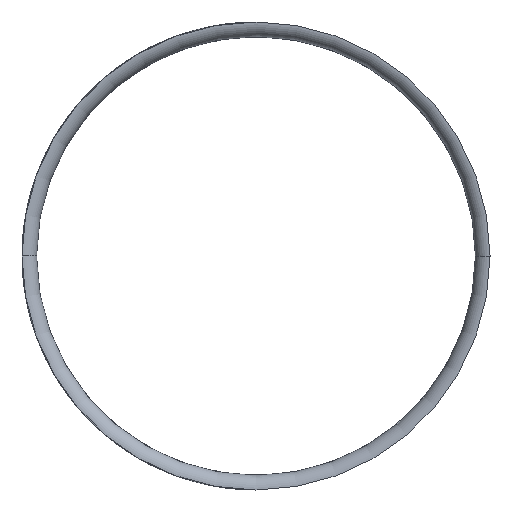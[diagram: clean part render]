
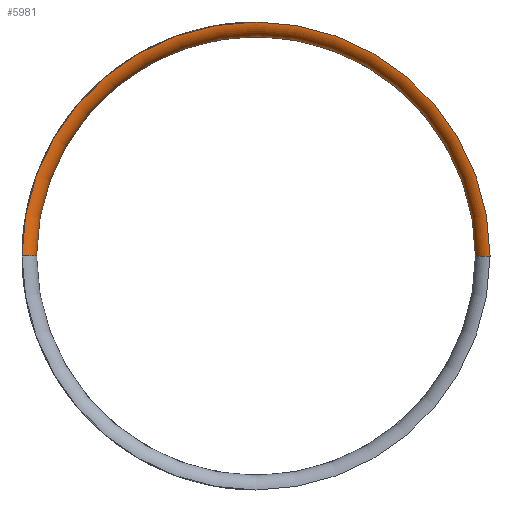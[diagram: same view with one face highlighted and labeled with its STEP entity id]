
A CAD part, front view. The second image highlights one B-rep face of the part: STEP entity #5981.
In plain terms, the highlighted toroidal (fillet/blend) face has major radius 8 mm and minor radius 0.5 mm.
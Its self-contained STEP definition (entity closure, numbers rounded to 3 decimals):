
#41 = ORIENTED_EDGE ( 'NONE', *, *, #13078, .F. ) ;
#91 = EDGE_CURVE ( 'NONE', #9669, #8105, #14062, .T. ) ;
#110 = ORIENTED_EDGE ( 'NONE', *, *, #8127, .T. ) ;
#118 = ORIENTED_EDGE ( 'NONE', *, *, #3807, .F. ) ;
#312 = ORIENTED_EDGE ( 'NONE', *, *, #830, .T. ) ;
#657 = AXIS2_PLACEMENT_3D ( 'NONE', #11349, #4196, #12555 ) ;
#830 = EDGE_CURVE ( 'NONE', #15102, #9669, #12208, .T. ) ;
#936 = CIRCLE ( 'NONE', #3689, 7.5 ) ;
#1396 = CARTESIAN_POINT ( 'NONE',  ( -3.75, 5.25, 6.495 ) ) ;
#1463 = DIRECTION ( 'NONE',  ( 0., -1., 0. ) ) ;
#1834 = CARTESIAN_POINT ( 'NONE',  ( 0., 5.25, 7.5 ) ) ;
#1954 = DIRECTION ( 'NONE',  ( 0., -1., 0. ) ) ;
#2221 = TOROIDAL_SURFACE ( 'NONE', #15529, 8., 0.5 ) ;
#2559 = DIRECTION ( 'NONE',  ( -1., 0., 0. ) ) ;
#3047 = CARTESIAN_POINT ( 'NONE',  ( -8., 5.25, 0. ) ) ;
#3146 = VERTEX_POINT ( 'NONE', #3472 ) ;
#3265 = AXIS2_PLACEMENT_3D ( 'NONE', #9115, #1954, #10325 ) ;
#3472 = CARTESIAN_POINT ( 'NONE',  ( -6.495, 5.25, 3.75 ) ) ;
#3669 = CARTESIAN_POINT ( 'NONE',  ( 0., 5.25, 0. ) ) ;
#3689 = AXIS2_PLACEMENT_3D ( 'NONE', #13325, #6174, #14529 ) ;
#3807 = EDGE_CURVE ( 'NONE', #6133, #3146, #10485, .T. ) ;
#4049 = EDGE_CURVE ( 'NONE', #15102, #13569, #12527, .T. ) ;
#4088 = AXIS2_PLACEMENT_3D ( 'NONE', #6176, #14532, #7349 ) ;
#4115 = CARTESIAN_POINT ( 'NONE',  ( -8., 4.75, 0. ) ) ;
#4196 = DIRECTION ( 'NONE',  ( 0., 0., -1. ) ) ;
#4259 = DIRECTION ( 'NONE',  ( 1., 0., 0. ) ) ;
#4789 = VERTEX_POINT ( 'NONE', #1834 ) ;
#5478 = DIRECTION ( 'NONE',  ( 0., -1., 0. ) ) ;
#5586 = ORIENTED_EDGE ( 'NONE', *, *, #91, .T. ) ;
#5981 = ADVANCED_FACE ( 'NONE', ( #14596 ), #2221, .T. ) ;
#6072 = DIRECTION ( 'NONE',  ( 0., -1., 0. ) ) ;
#6133 = VERTEX_POINT ( 'NONE', #1396 ) ;
#6174 = DIRECTION ( 'NONE',  ( 0., -1., 0. ) ) ;
#6176 = CARTESIAN_POINT ( 'NONE',  ( 0., 5.25, 0. ) ) ;
#6335 = CARTESIAN_POINT ( 'NONE',  ( 0., 4.75, 0. ) ) ;
#7020 = CARTESIAN_POINT ( 'NONE',  ( 0., 5.25, 0. ) ) ;
#7349 = DIRECTION ( 'NONE',  ( 1., 0., 0. ) ) ;
#7379 = AXIS2_PLACEMENT_3D ( 'NONE', #7020, #15407, #8223 ) ;
#8103 = AXIS2_PLACEMENT_3D ( 'NONE', #3047, #11418, #4259 ) ;
#8105 = VERTEX_POINT ( 'NONE', #4115 ) ;
#8127 = EDGE_CURVE ( 'NONE', #8105, #8936, #11615, .T. ) ;
#8223 = DIRECTION ( 'NONE',  ( 1., 0., 0. ) ) ;
#8936 = VERTEX_POINT ( 'NONE', #11482 ) ;
#9033 = AXIS2_PLACEMENT_3D ( 'NONE', #13854, #5478, #11445 ) ;
#9083 = ORIENTED_EDGE ( 'NONE', *, *, #10350, .F. ) ;
#9115 = CARTESIAN_POINT ( 'NONE',  ( 0., 5.25, 0. ) ) ;
#9669 = VERTEX_POINT ( 'NONE', #10903 ) ;
#9886 = CIRCLE ( 'NONE', #4088, 7.5 ) ;
#10325 = DIRECTION ( 'NONE',  ( 1., 0., 0. ) ) ;
#10350 = EDGE_CURVE ( 'NONE', #3146, #8936, #12185, .T. ) ;
#10485 = CIRCLE ( 'NONE', #7379, 7.5 ) ;
#10821 = EDGE_LOOP ( 'NONE', ( #41, #14170, #312, #5586, #110, #9083, #118, #11874 ) ) ;
#10903 = CARTESIAN_POINT ( 'NONE',  ( 0., 4.75, 8. ) ) ;
#11349 = CARTESIAN_POINT ( 'NONE',  ( 8., 5.25, 0. ) ) ;
#11363 = AXIS2_PLACEMENT_3D ( 'NONE', #6335, #1463, #2559 ) ;
#11418 = DIRECTION ( 'NONE',  ( 0., 0., 1. ) ) ;
#11445 = DIRECTION ( 'NONE',  ( -1., 0., 0. ) ) ;
#11482 = CARTESIAN_POINT ( 'NONE',  ( -7.5, 5.262, 0. ) ) ;
#11615 = CIRCLE ( 'NONE', #8103, 0.5 ) ;
#11652 = EDGE_CURVE ( 'NONE', #4789, #6133, #936, .T. ) ;
#11874 = ORIENTED_EDGE ( 'NONE', *, *, #11652, .F. ) ;
#12185 = CIRCLE ( 'NONE', #3265, 7.5 ) ;
#12208 = CIRCLE ( 'NONE', #11363, 8. ) ;
#12527 = CIRCLE ( 'NONE', #657, 0.5 ) ;
#12555 = DIRECTION ( 'NONE',  ( -1., 0., 0. ) ) ;
#13078 = EDGE_CURVE ( 'NONE', #13569, #4789, #9886, .T. ) ;
#13325 = CARTESIAN_POINT ( 'NONE',  ( 0., 5.25, 0. ) ) ;
#13569 = VERTEX_POINT ( 'NONE', #14611 ) ;
#13854 = CARTESIAN_POINT ( 'NONE',  ( 0., 4.75, 0. ) ) ;
#14062 = CIRCLE ( 'NONE', #9033, 8. ) ;
#14170 = ORIENTED_EDGE ( 'NONE', *, *, #4049, .F. ) ;
#14433 = DIRECTION ( 'NONE',  ( 1., 0., 0. ) ) ;
#14529 = DIRECTION ( 'NONE',  ( 1., 0., 0. ) ) ;
#14532 = DIRECTION ( 'NONE',  ( 0., -1., 0. ) ) ;
#14596 = FACE_OUTER_BOUND ( 'NONE', #10821, .T. ) ;
#14611 = CARTESIAN_POINT ( 'NONE',  ( 7.5, 5.25, 0. ) ) ;
#15081 = CARTESIAN_POINT ( 'NONE',  ( 8., 4.75, 0. ) ) ;
#15102 = VERTEX_POINT ( 'NONE', #15081 ) ;
#15407 = DIRECTION ( 'NONE',  ( 0., -1., 0. ) ) ;
#15529 = AXIS2_PLACEMENT_3D ( 'NONE', #3669, #6072, #14433 ) ;
